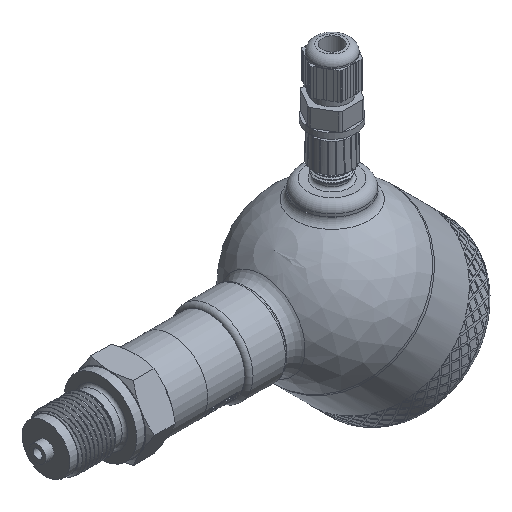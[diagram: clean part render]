
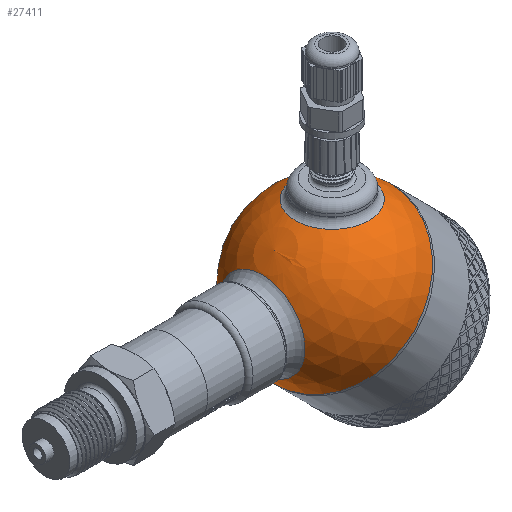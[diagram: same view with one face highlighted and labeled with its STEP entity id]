
A CAD part, isometric view. The second image highlights one B-rep face of the part: STEP entity #27411.
In plain terms, the highlighted spherical face has radius 30 mm.
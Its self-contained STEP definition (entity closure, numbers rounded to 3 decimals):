
#65=SPHERICAL_SURFACE('',#29085,30.);
#166=FACE_BOUND('',#3835,.T.);
#167=FACE_BOUND('',#3836,.T.);
#2087=FACE_OUTER_BOUND('',#3834,.T.);
#3834=EDGE_LOOP('',(#19812,#19813,#19814,#19815));
#3835=EDGE_LOOP('',(#19816));
#3836=EDGE_LOOP('',(#19817));
#5485=CIRCLE('',#29008,30.);
#5486=CIRCLE('',#29009,30.);
#5513=CIRCLE('',#29081,13.5);
#5516=CIRCLE('',#29086,30.);
#5517=CIRCLE('',#29087,15.643);
#10916=VERTEX_POINT('',#37089);
#10917=VERTEX_POINT('',#37091);
#11392=VERTEX_POINT('',#43153);
#11394=VERTEX_POINT('',#43160);
#11395=VERTEX_POINT('',#43162);
#13853=EDGE_CURVE('',#10916,#10917,#5485,.T.);
#13854=EDGE_CURVE('',#10917,#10916,#5486,.T.);
#14569=EDGE_CURVE('',#11392,#11392,#5513,.T.);
#14572=EDGE_CURVE('',#10917,#11394,#5516,.T.);
#14573=EDGE_CURVE('',#11395,#11395,#5517,.T.);
#19812=ORIENTED_EDGE('',*,*,#13854,.F.);
#19813=ORIENTED_EDGE('',*,*,#14572,.T.);
#19814=ORIENTED_EDGE('',*,*,#14572,.F.);
#19815=ORIENTED_EDGE('',*,*,#13853,.F.);
#19816=ORIENTED_EDGE('',*,*,#14573,.F.);
#19817=ORIENTED_EDGE('',*,*,#14569,.F.);
#27411=ADVANCED_FACE('',(#2087,#166,#167),#65,.T.);
#29008=AXIS2_PLACEMENT_3D('',#37092,#30543,#30544);
#29009=AXIS2_PLACEMENT_3D('',#37093,#30545,#30546);
#29081=AXIS2_PLACEMENT_3D('',#43154,#30941,#30942);
#29085=AXIS2_PLACEMENT_3D('',#43159,#30949,#30950);
#29086=AXIS2_PLACEMENT_3D('',#43161,#30951,#30952);
#29087=AXIS2_PLACEMENT_3D('',#43163,#30953,#30954);
#30543=DIRECTION('center_axis',(1.,0.,0.));
#30544=DIRECTION('ref_axis',(0.,1.,0.));
#30545=DIRECTION('center_axis',(1.,0.,0.));
#30546=DIRECTION('ref_axis',(0.,1.,0.));
#30941=DIRECTION('center_axis',(-0.707,0.,-0.707));
#30942=DIRECTION('ref_axis',(-0.707,0.,0.707));
#30949=DIRECTION('center_axis',(1.,0.,0.));
#30950=DIRECTION('ref_axis',(0.,-1.,0.));
#30951=DIRECTION('center_axis',(0.,0.,1.));
#30952=DIRECTION('ref_axis',(0.,1.,0.));
#30953=DIRECTION('center_axis',(-0.707,0.,0.707));
#30954=DIRECTION('ref_axis',(0.707,0.,0.707));
#37089=CARTESIAN_POINT('',(0.,-30.,0.));
#37091=CARTESIAN_POINT('',(0.,30.,0.));
#37092=CARTESIAN_POINT('Origin',(0.,0.,0.));
#37093=CARTESIAN_POINT('Origin',(0.,0.,0.));
#43153=CARTESIAN_POINT('',(-9.398,0.,-28.49));
#43154=CARTESIAN_POINT('Origin',(-18.944,0.,-18.944));
#43159=CARTESIAN_POINT('Origin',(0.,0.,0.));
#43160=CARTESIAN_POINT('',(-30.,0.,0.));
#43161=CARTESIAN_POINT('Origin',(0.,0.,0.));
#43162=CARTESIAN_POINT('',(-29.162,0.,7.04));
#43163=CARTESIAN_POINT('Origin',(-18.101,0.,18.101));
